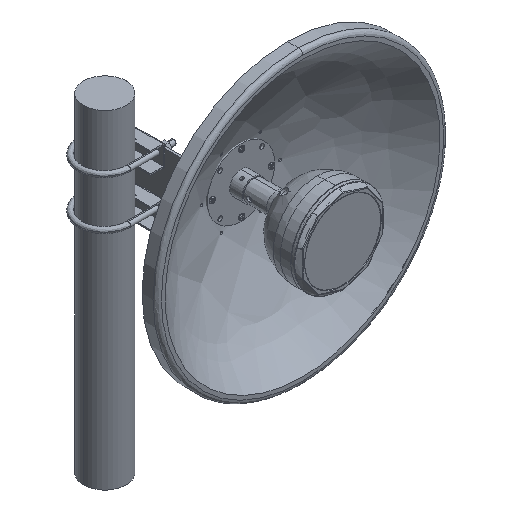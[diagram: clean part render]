
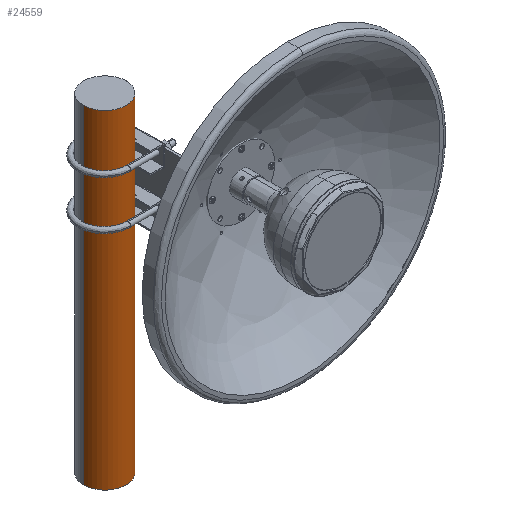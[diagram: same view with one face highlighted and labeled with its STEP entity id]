
A CAD part, isometric view. The second image highlights one B-rep face of the part: STEP entity #24559.
In plain terms, the highlighted cylindrical face has radius 25.199 mm (diameter 50.398 mm), a partial arc.
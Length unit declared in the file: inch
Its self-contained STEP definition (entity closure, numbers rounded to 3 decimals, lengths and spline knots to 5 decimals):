
#280 = CARTESIAN_POINT ( 'NONE',  ( -3.26176, 6.01183, -5.19889 ) ) ;
#947 = CIRCLE ( 'NONE', #25719, 0.99209 ) ;
#1954 = CARTESIAN_POINT ( 'NONE',  ( -2.26967, 6.01183, 10.15544 ) ) ;
#1963 = VECTOR ( 'NONE', #16873, 39.37008 ) ;
#2238 = DIRECTION ( 'NONE',  ( 0., 0., -1. ) ) ;
#2424 = CYLINDRICAL_SURFACE ( 'NONE', #9946, 0.99209 ) ;
#4840 = DIRECTION ( 'NONE',  ( 0., 0., -1. ) ) ;
#5250 = FACE_OUTER_BOUND ( 'NONE', #36654, .T. ) ;
#6978 = ORIENTED_EDGE ( 'NONE', *, *, #35856, .F. ) ;
#8532 = VERTEX_POINT ( 'NONE', #34758 ) ;
#8715 = DIRECTION ( 'NONE',  ( -1., 0., 0. ) ) ;
#8822 = ORIENTED_EDGE ( 'NONE', *, *, #25263, .T. ) ;
#9946 = AXIS2_PLACEMENT_3D ( 'NONE', #16832, #2238, #22322 ) ;
#10081 = VERTEX_POINT ( 'NONE', #33858 ) ;
#11131 = AXIS2_PLACEMENT_3D ( 'NONE', #280, #20740, #11836 ) ;
#11836 = DIRECTION ( 'NONE',  ( -1., 0., 0. ) ) ;
#12646 = VECTOR ( 'NONE', #4840, 39.37008 ) ;
#13831 = LINE ( 'NONE', #36398, #1963 ) ;
#16629 = ORIENTED_EDGE ( 'NONE', *, *, #28587, .T. ) ;
#16832 = CARTESIAN_POINT ( 'NONE',  ( -3.26176, 6.01183, 10.15544 ) ) ;
#16873 = DIRECTION ( 'NONE',  ( 0., 0., -1. ) ) ;
#18557 = CARTESIAN_POINT ( 'NONE',  ( -4.25385, 6.01183, -5.19889 ) ) ;
#20740 = DIRECTION ( 'NONE',  ( 0., 0., 1. ) ) ;
#22107 = EDGE_CURVE ( 'NONE', #22705, #10081, #35263, .T. ) ;
#22322 = DIRECTION ( 'NONE',  ( -1., 0., 0. ) ) ;
#22552 = CARTESIAN_POINT ( 'NONE',  ( -3.26176, 6.01183, 10.15544 ) ) ;
#22705 = VERTEX_POINT ( 'NONE', #18557 ) ;
#24559 = ADVANCED_FACE ( 'NONE', ( #5250 ), #2424, .T. ) ;
#24919 = LINE ( 'NONE', #30605, #12646 ) ;
#25263 = EDGE_CURVE ( 'NONE', #28299, #8532, #947, .T. ) ;
#25719 = AXIS2_PLACEMENT_3D ( 'NONE', #22552, #28606, #8715 ) ;
#28299 = VERTEX_POINT ( 'NONE', #1954 ) ;
#28587 = EDGE_CURVE ( 'NONE', #8532, #22705, #13831, .T. ) ;
#28606 = DIRECTION ( 'NONE',  ( 0., 0., -1. ) ) ;
#30605 = CARTESIAN_POINT ( 'NONE',  ( -2.26967, 6.01183, 10.15544 ) ) ;
#33858 = CARTESIAN_POINT ( 'NONE',  ( -2.26967, 6.01183, -5.19889 ) ) ;
#34758 = CARTESIAN_POINT ( 'NONE',  ( -4.25385, 6.01183, 10.15544 ) ) ;
#35263 = CIRCLE ( 'NONE', #11131, 0.99209 ) ;
#35856 = EDGE_CURVE ( 'NONE', #28299, #10081, #24919, .T. ) ;
#36312 = ORIENTED_EDGE ( 'NONE', *, *, #22107, .T. ) ;
#36398 = CARTESIAN_POINT ( 'NONE',  ( -4.25385, 6.01183, 10.15544 ) ) ;
#36654 = EDGE_LOOP ( 'NONE', ( #6978, #8822, #16629, #36312 ) ) ;
